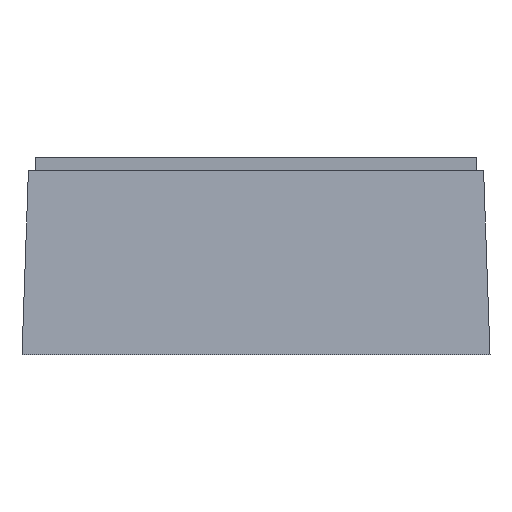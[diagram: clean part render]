
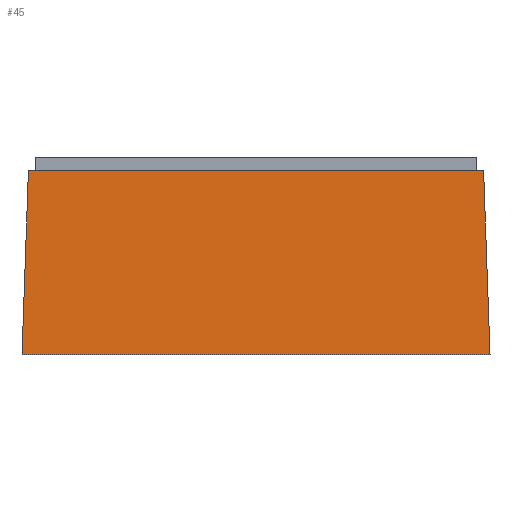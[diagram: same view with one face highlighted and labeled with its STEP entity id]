
A CAD part, left-side view. The second image highlights one B-rep face of the part: STEP entity #45.
In plain terms, the highlighted planar face has unit normal (-0.999, 0, 0.035).
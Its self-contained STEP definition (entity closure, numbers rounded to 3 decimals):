
#45=ADVANCED_FACE('',(#68),#57,.T.);
#57=PLANE('',#237);
#68=FACE_OUTER_BOUND('',#76,.T.);
#76=EDGE_LOOP('',(#92,#93,#94,#95));
#92=ORIENTED_EDGE('',*,*,#162,.T.);
#93=ORIENTED_EDGE('',*,*,#163,.F.);
#94=ORIENTED_EDGE('',*,*,#164,.F.);
#95=ORIENTED_EDGE('',*,*,#165,.T.);
#144=VERTEX_POINT('',#307);
#145=VERTEX_POINT('',#308);
#146=VERTEX_POINT('',#310);
#147=VERTEX_POINT('',#312);
#162=EDGE_CURVE('',#144,#145,#188,.T.);
#163=EDGE_CURVE('',#146,#145,#189,.T.);
#164=EDGE_CURVE('',#147,#146,#190,.T.);
#165=EDGE_CURVE('',#147,#144,#191,.T.);
#188=LINE('',#306,#212);
#189=LINE('',#309,#213);
#190=LINE('',#311,#214);
#191=LINE('',#313,#215);
#212=VECTOR('',#253,1.);
#213=VECTOR('',#254,1.);
#214=VECTOR('',#255,1.);
#215=VECTOR('',#256,1.);
#237=AXIS2_PLACEMENT_3D('',#314,#257,#258);
#253=DIRECTION('',(0.,-1.,0.));
#254=DIRECTION('',(-0.035,-0.035,-0.999));
#255=DIRECTION('',(0.,-1.,0.));
#256=DIRECTION('',(-0.035,0.035,-0.999));
#257=DIRECTION('',(-0.999,0.,0.035));
#258=DIRECTION('',(0.035,0.,0.999));
#306=CARTESIAN_POINT('',(-21.,21.,0.));
#307=CARTESIAN_POINT('',(-21.,21.,0.));
#308=CARTESIAN_POINT('',(-21.,-21.,0.));
#309=CARTESIAN_POINT('',(-21.,-21.,0.));
#310=CARTESIAN_POINT('',(-20.424,-20.424,16.5));
#311=CARTESIAN_POINT('',(-20.424,21.,16.5));
#312=CARTESIAN_POINT('',(-20.424,20.424,16.5));
#313=CARTESIAN_POINT('',(-21.,21.,0.));
#314=CARTESIAN_POINT('',(-21.,21.,0.));
